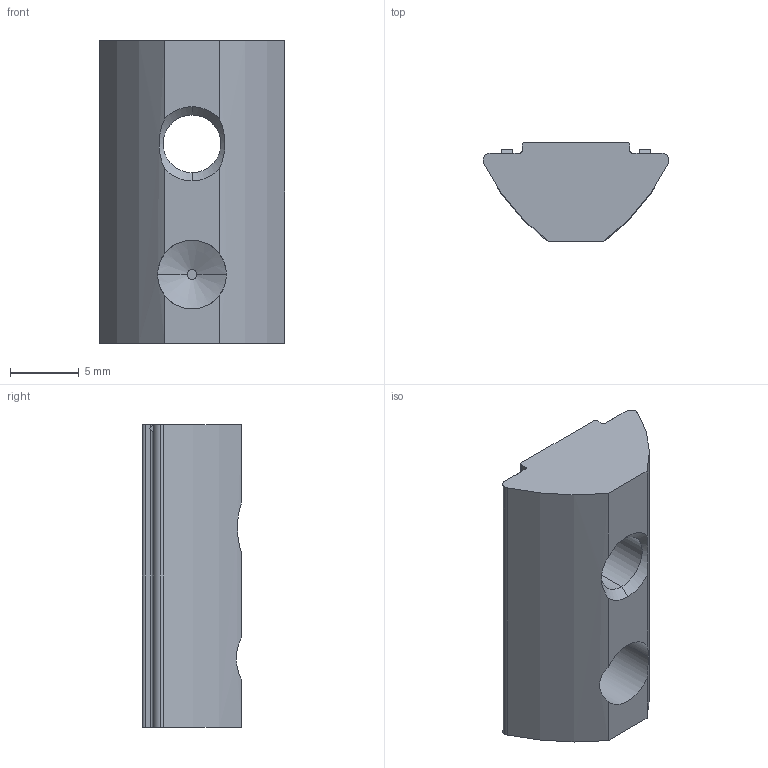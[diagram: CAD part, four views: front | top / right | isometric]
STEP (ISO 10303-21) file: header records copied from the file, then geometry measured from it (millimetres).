
FILE_DESCRIPTION (( 'STEP AP214' ), '1' );
FILE_NAME ('096025s01.STEP', '2014-08-18T08:45:05', ( '' ), ( '' ), 'SwSTEP 2.0', 'SolidWorks 2014', '' );
FILE_SCHEMA (( 'AUTOMOTIVE_DESIGN' ));
Length unit declared in the file: millimetre
Products named in the file (1): 096025s01
Bounding box: 13.5 x 7.2 x 22 mm (x, y, z)
Volume: 1305.9 mm3; surface area: 1055.2 mm2
Topology: 1 solids, 1 shells, 38 faces, 101 edges, 64 vertices
Faces by surface type: plane 19, cylinder 13, cone 6
Entity records: 1279 total; most frequent: CARTESIAN_POINT 256, DIRECTION 207, ORIENTED_EDGE 202, EDGE_CURVE 101, AXIS2_PLACEMENT_3D 73, VERTEX_POINT 64, VECTOR 61, LINE 61
